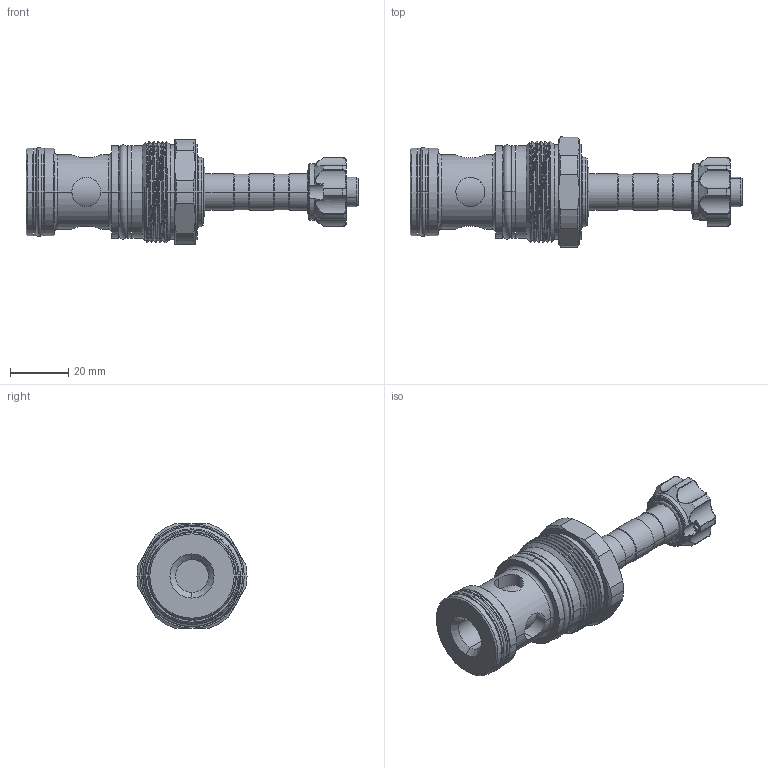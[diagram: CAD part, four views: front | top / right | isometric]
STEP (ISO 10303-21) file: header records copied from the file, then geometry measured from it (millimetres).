
FILE_DESCRIPTION (( 'STEP AP203' ), '1' );
FILE_NAME ('EP35MV2A03P05.STEP', '2020-04-16T00:34:21', ( '' ), ( '' ), 'SwSTEP 2.0', 'SolidWorks 2018', '' );
FILE_SCHEMA (( 'CONFIG_CONTROL_DESIGN' ));
Length unit declared in the file: millimetre
Products named in the file (1): EP35MV2A03P05
Bounding box: 114.35 x 37.9 x 36 mm (x, y, z)
Volume: 50742.4 mm3; surface area: 15976.3 mm2
Topology: 4 solids, 4 shells, 299 faces, 698 edges, 424 vertices
Faces by surface type: cylinder 133, cone 51, torus 43, bspline 38, plane 34
Entity records: 14618 total; most frequent: CARTESIAN_POINT 7995, ORIENTED_EDGE 1392, DIRECTION 1365, EDGE_CURVE 696, AXIS2_PLACEMENT_3D 593, VERTEX_POINT 424, CIRCLE 331, EDGE_LOOP 326
